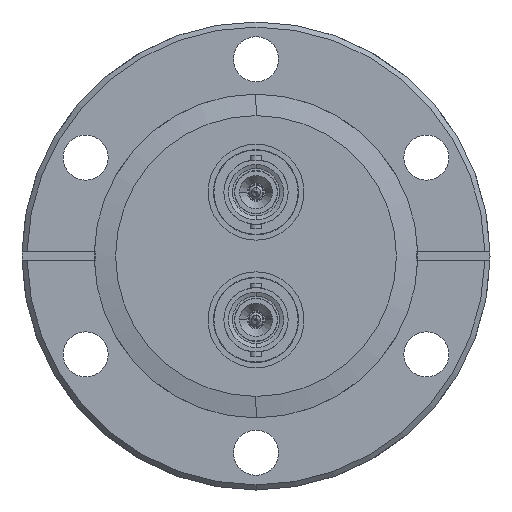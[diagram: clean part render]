
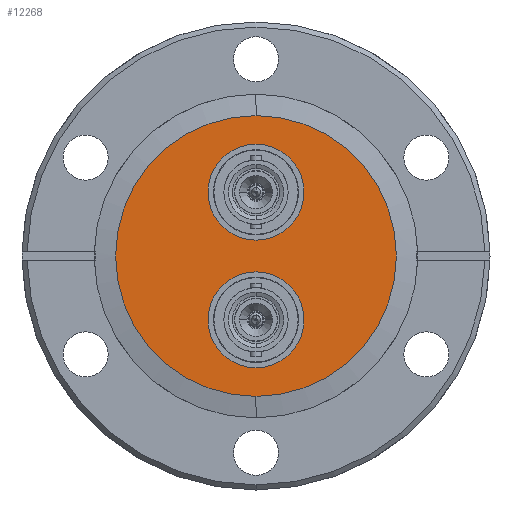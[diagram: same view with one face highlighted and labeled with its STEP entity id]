
A CAD part, front view. The second image highlights one B-rep face of the part: STEP entity #12268.
In plain terms, the highlighted planar face has unit normal (0, -1, 0).
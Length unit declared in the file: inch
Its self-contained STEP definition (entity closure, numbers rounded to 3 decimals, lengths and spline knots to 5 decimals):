
#225 = ORIENTED_EDGE ( 'NONE', *, *, #1713, .T. ) ;
#226 = ORIENTED_EDGE ( 'NONE', *, *, #1992, .T. ) ;
#227 = ORIENTED_EDGE ( 'NONE', *, *, #8262, .T. ) ;
#228 = ORIENTED_EDGE ( 'NONE', *, *, #1990, .T. ) ;
#230 = ORIENTED_EDGE ( 'NONE', *, *, #1960, .T. ) ;
#294 = CARTESIAN_POINT ( 'NONE',  ( 0., 0., -0.375 ) ) ;
#295 = DIRECTION ( 'NONE',  ( 0., 1., 0. ) ) ;
#359 = DIRECTION ( 'NONE',  ( 0., 0., 1. ) ) ;
#534 = CIRCLE ( 'NONE', #866, 0.825 ) ;
#550 = CIRCLE ( 'NONE', #875, 0.282 ) ;
#553 = CIRCLE ( 'NONE', #876, 0.282 ) ;
#555 = CIRCLE ( 'NONE', #874, 0.825 ) ;
#866 = AXIS2_PLACEMENT_3D ( 'NONE', #3143, #3144, #3145 ) ;
#874 = AXIS2_PLACEMENT_3D ( 'NONE', #3180, #3181, #3182 ) ;
#875 = AXIS2_PLACEMENT_3D ( 'NONE', #3183, #3184, #3185 ) ;
#876 = AXIS2_PLACEMENT_3D ( 'NONE', #3188, #3189, #3190 ) ;
#1437 = AXIS2_PLACEMENT_3D ( 'NONE', #2625, #2626, #2627 ) ;
#1661 = AXIS2_PLACEMENT_3D ( 'NONE', #8985, #8983, #8989 ) ;
#1713 = EDGE_CURVE ( 'NONE', #10880, #5009, #13337, .T. ) ;
#1960 = EDGE_CURVE ( 'NONE', #13220, #10783, #534, .T. ) ;
#1988 = EDGE_CURVE ( 'NONE', #10783, #13220, #555, .T. ) ;
#1990 = EDGE_CURVE ( 'NONE', #9260, #12998, #550, .T. ) ;
#1992 = EDGE_CURVE ( 'NONE', #5009, #10880, #553, .T. ) ;
#2167 = CARTESIAN_POINT ( 'NONE',  ( 0., 0., 0.093 ) ) ;
#2389 = CARTESIAN_POINT ( 'NONE',  ( 0., 0., -0.825 ) ) ;
#2625 = CARTESIAN_POINT ( 'NONE',  ( 0., 0., 0.375 ) ) ;
#2626 = DIRECTION ( 'NONE',  ( 0., 1., 0. ) ) ;
#2627 = DIRECTION ( 'NONE',  ( 0., 0., 1. ) ) ;
#3143 = CARTESIAN_POINT ( 'NONE',  ( 0., 0., 0. ) ) ;
#3144 = DIRECTION ( 'NONE',  ( 0., -1., 0. ) ) ;
#3145 = DIRECTION ( 'NONE',  ( 0., 0., 1. ) ) ;
#3180 = CARTESIAN_POINT ( 'NONE',  ( 0., 0., 0. ) ) ;
#3181 = DIRECTION ( 'NONE',  ( 0., -1., 0. ) ) ;
#3182 = DIRECTION ( 'NONE',  ( 0., 0., 1. ) ) ;
#3183 = CARTESIAN_POINT ( 'NONE',  ( 0., 0., 0.375 ) ) ;
#3184 = DIRECTION ( 'NONE',  ( 0., 1., 0. ) ) ;
#3185 = DIRECTION ( 'NONE',  ( 0., 0., 1. ) ) ;
#3188 = CARTESIAN_POINT ( 'NONE',  ( 0., 0., -0.375 ) ) ;
#3189 = DIRECTION ( 'NONE',  ( 0., 1., 0. ) ) ;
#3190 = DIRECTION ( 'NONE',  ( 0., 0., 1. ) ) ;
#3614 = CARTESIAN_POINT ( 'NONE',  ( 0., 0., 0.657 ) ) ;
#3953 = CARTESIAN_POINT ( 'NONE',  ( 0., 0., 0.825 ) ) ;
#4018 = CARTESIAN_POINT ( 'NONE',  ( 0., 0., -0.657 ) ) ;
#5009 = VERTEX_POINT ( 'NONE', #11395 ) ;
#5530 = CIRCLE ( 'NONE', #1437, 0.282 ) ;
#6238 = ORIENTED_EDGE ( 'NONE', *, *, #1988, .T. ) ;
#6593 = EDGE_LOOP ( 'NONE', ( #6238, #230 ) ) ;
#6643 = EDGE_LOOP ( 'NONE', ( #226, #225 ) ) ;
#6699 = EDGE_LOOP ( 'NONE', ( #228, #227 ) ) ;
#7679 = FACE_OUTER_BOUND ( 'NONE', #6593, .T. ) ;
#7688 = FACE_BOUND ( 'NONE', #6643, .T. ) ;
#7695 = FACE_BOUND ( 'NONE', #6699, .T. ) ;
#8262 = EDGE_CURVE ( 'NONE', #12998, #9260, #5530, .T. ) ;
#8438 = AXIS2_PLACEMENT_3D ( 'NONE', #294, #295, #359 ) ;
#8983 = DIRECTION ( 'NONE',  ( 0., -1., 0. ) ) ;
#8985 = CARTESIAN_POINT ( 'NONE',  ( 0.825, 0., 0. ) ) ;
#8987 = PLANE ( 'NONE',  #1661 ) ;
#8989 = DIRECTION ( 'NONE',  ( 0., 0., 1. ) ) ;
#9260 = VERTEX_POINT ( 'NONE', #3614 ) ;
#10783 = VERTEX_POINT ( 'NONE', #3953 ) ;
#10880 = VERTEX_POINT ( 'NONE', #4018 ) ;
#11395 = CARTESIAN_POINT ( 'NONE',  ( 0., 0., -0.093 ) ) ;
#12268 = ADVANCED_FACE ( 'NONE', ( #7679, #7695, #7688 ), #8987, .T. ) ;
#12998 = VERTEX_POINT ( 'NONE', #2167 ) ;
#13220 = VERTEX_POINT ( 'NONE', #2389 ) ;
#13337 = CIRCLE ( 'NONE', #8438, 0.282 ) ;
